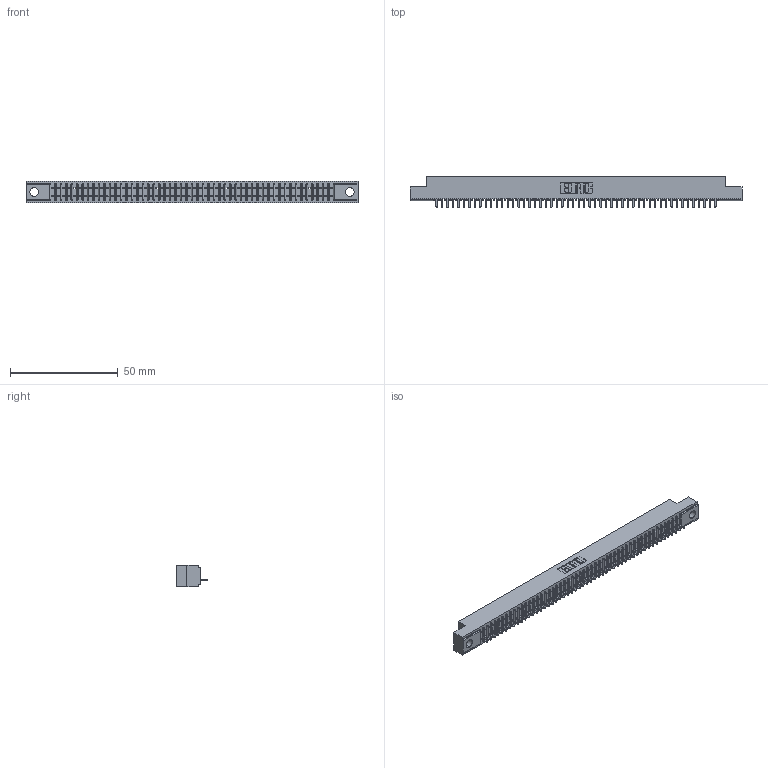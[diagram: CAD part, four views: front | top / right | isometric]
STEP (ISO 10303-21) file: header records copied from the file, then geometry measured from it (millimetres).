
FILE_DESCRIPTION (( 'STEP AP203' ), '1' );
FILE_NAME ('391-052-520-104.STEP', '2018-08-09T05:48:14', ( '' ), ( '' ), 'SwSTEP 2.0', 'SolidWorks 2016', '' );
FILE_SCHEMA (( 'CONFIG_CONTROL_DESIGN' ));
Length unit declared in the file: inch
Products named in the file (3): 341 Part_.156 (3.96) Dia Mounting Holes; 341-292-001_341-292-120; 391-052-520-104
Assembly tree (53 placements, depth 2):
  391-052-520-104
    341 Part_.156 (3.96) Dia Mounting Holes
    341-292-001_341-292-120  x52
Bounding box: 154.31 x 14.27 x 10.16 mm (x, y, z)
Volume: 10927.4 mm3; surface area: 16961.5 mm2
Topology: 53 solids, 53 shells, 4394 faces, 12676 edges, 8134 vertices
Faces by surface type: plane 2734, cylinder 1452, sphere 106, torus 102
Entity records: 60353 total; most frequent: CARTESIAN_POINT 10262, ORIENTED_EDGE 10248, DIRECTION 9890, EDGE_CURVE 5124, VECTOR 4158, LINE 4158, VERTEX_POINT 3238, AXIS2_PLACEMENT_3D 2866
